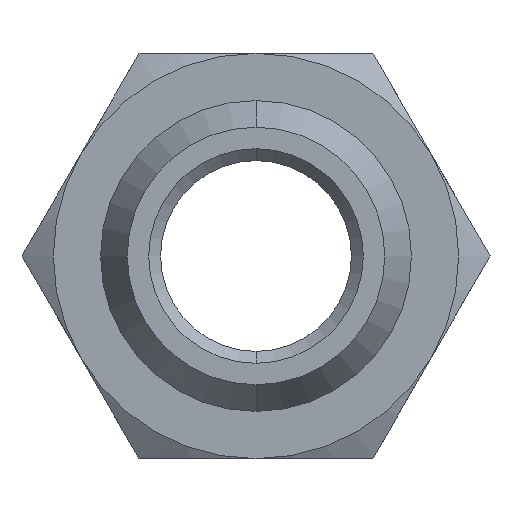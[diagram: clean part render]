
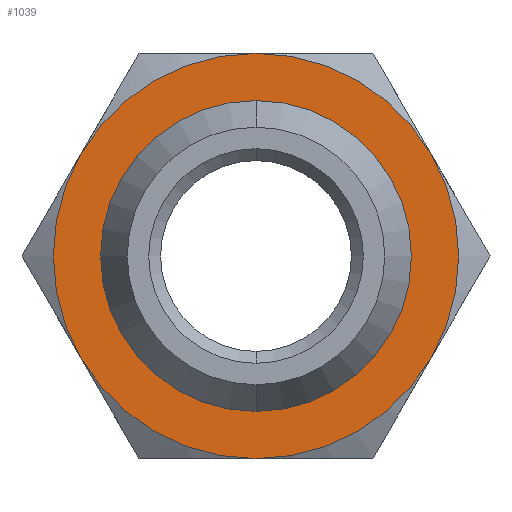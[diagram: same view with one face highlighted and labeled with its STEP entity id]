
A CAD part, front view. The second image highlights one B-rep face of the part: STEP entity #1039.
In plain terms, the highlighted planar face has unit normal (0, -1, 0).
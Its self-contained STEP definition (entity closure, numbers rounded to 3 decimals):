
#1 = DIRECTION ( 'NONE',  ( 0., -1., 0. ) ) ;
#26 = VERTEX_POINT ( 'NONE', #814 ) ;
#48 = AXIS2_PLACEMENT_3D ( 'NONE', #471, #1275, #50 ) ;
#50 = DIRECTION ( 'NONE',  ( 0., 0., -1. ) ) ;
#89 = VERTEX_POINT ( 'NONE', #1188 ) ;
#99 = CIRCLE ( 'NONE', #48, 6.52 ) ;
#116 = PLANE ( 'NONE',  #1271 ) ;
#192 = DIRECTION ( 'NONE',  ( 0., -1., 0. ) ) ;
#205 = CARTESIAN_POINT ( 'NONE',  ( 0., 8., 0. ) ) ;
#228 = CARTESIAN_POINT ( 'NONE',  ( 8.5, 8., 0. ) ) ;
#289 = VERTEX_POINT ( 'NONE', #1435 ) ;
#305 = AXIS2_PLACEMENT_3D ( 'NONE', #583, #192, #1091 ) ;
#331 = FACE_OUTER_BOUND ( 'NONE', #1232, .T. ) ;
#350 = CIRCLE ( 'NONE', #305, 6.52 ) ;
#419 = DIRECTION ( 'NONE',  ( 0., -1., 0. ) ) ;
#471 = CARTESIAN_POINT ( 'NONE',  ( 0., 8., 0. ) ) ;
#551 = AXIS2_PLACEMENT_3D ( 'NONE', #205, #419, #1326 ) ;
#583 = CARTESIAN_POINT ( 'NONE',  ( 0., 8., 0. ) ) ;
#632 = FACE_BOUND ( 'NONE', #886, .T. ) ;
#641 = EDGE_CURVE ( 'NONE', #924, #89, #1071, .T. ) ;
#672 = DIRECTION ( 'NONE',  ( 0., 0., -1. ) ) ;
#768 = CIRCLE ( 'NONE', #1047, 8.5 ) ;
#814 = CARTESIAN_POINT ( 'NONE',  ( 0., 8., 6.52 ) ) ;
#873 = CARTESIAN_POINT ( 'NONE',  ( 0., 8., -8.5 ) ) ;
#886 = EDGE_LOOP ( 'NONE', ( #1329, #897 ) ) ;
#896 = DIRECTION ( 'NONE',  ( 0., 0., -1. ) ) ;
#897 = ORIENTED_EDGE ( 'NONE', *, *, #1245, .F. ) ;
#924 = VERTEX_POINT ( 'NONE', #873 ) ;
#1039 = ADVANCED_FACE ( 'NONE', ( #331, #632 ), #116, .T. ) ;
#1047 = AXIS2_PLACEMENT_3D ( 'NONE', #1124, #1, #896 ) ;
#1058 = EDGE_CURVE ( 'NONE', #89, #924, #768, .T. ) ;
#1071 = CIRCLE ( 'NONE', #551, 8.5 ) ;
#1091 = DIRECTION ( 'NONE',  ( 0., 0., -1. ) ) ;
#1120 = DIRECTION ( 'NONE',  ( 0., -1., 0. ) ) ;
#1124 = CARTESIAN_POINT ( 'NONE',  ( 0., 8., 0. ) ) ;
#1188 = CARTESIAN_POINT ( 'NONE',  ( 0., 8., 8.5 ) ) ;
#1232 = EDGE_LOOP ( 'NONE', ( #1350, #1297 ) ) ;
#1245 = EDGE_CURVE ( 'NONE', #26, #289, #350, .T. ) ;
#1271 = AXIS2_PLACEMENT_3D ( 'NONE', #228, #1120, #672 ) ;
#1275 = DIRECTION ( 'NONE',  ( 0., -1., 0. ) ) ;
#1297 = ORIENTED_EDGE ( 'NONE', *, *, #1058, .T. ) ;
#1323 = EDGE_CURVE ( 'NONE', #289, #26, #99, .T. ) ;
#1326 = DIRECTION ( 'NONE',  ( 0., 0., -1. ) ) ;
#1329 = ORIENTED_EDGE ( 'NONE', *, *, #1323, .F. ) ;
#1350 = ORIENTED_EDGE ( 'NONE', *, *, #641, .T. ) ;
#1435 = CARTESIAN_POINT ( 'NONE',  ( 0., 8., -6.52 ) ) ;
